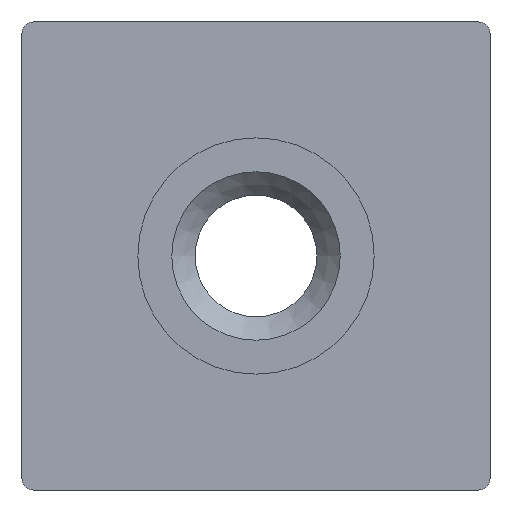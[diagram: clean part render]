
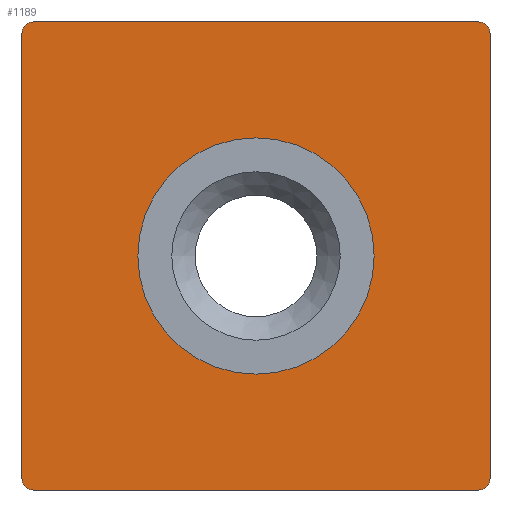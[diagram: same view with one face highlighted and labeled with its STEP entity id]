
A CAD part, front view. The second image highlights one B-rep face of the part: STEP entity #1189.
In plain terms, the highlighted planar face has unit normal (0, -1, 0).
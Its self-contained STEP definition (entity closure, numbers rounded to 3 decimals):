
#19=FACE_BOUND('',#193,.T.);
#69=PLANE('',#1282);
#129=FACE_OUTER_BOUND('',#192,.T.);
#192=EDGE_LOOP('',(#1112,#1113,#1114,#1115,#1116,#1117,#1118,#1119));
#193=EDGE_LOOP('',(#1120));
#216=LINE('',#1652,#364);
#334=LINE('',#1907,#482);
#337=LINE('',#1915,#485);
#340=LINE('',#1923,#488);
#364=VECTOR('',#1341,10.);
#482=VECTOR('',#1561,10.);
#485=VECTOR('',#1570,10.);
#488=VECTOR('',#1579,10.);
#504=CIRCLE('',#1270,5.05);
#505=CIRCLE('',#1273,0.5);
#506=CIRCLE('',#1276,0.5);
#507=CIRCLE('',#1279,0.5);
#508=CIRCLE('',#1281,0.5);
#528=VERTEX_POINT('',#1649);
#529=VERTEX_POINT('',#1651);
#613=VERTEX_POINT('',#1900);
#614=VERTEX_POINT('',#1904);
#615=VERTEX_POINT('',#1906);
#616=VERTEX_POINT('',#1910);
#617=VERTEX_POINT('',#1914);
#618=VERTEX_POINT('',#1918);
#619=VERTEX_POINT('',#1922);
#648=EDGE_CURVE('',#529,#528,#216,.T.);
#773=EDGE_CURVE('',#613,#613,#504,.T.);
#775=EDGE_CURVE('',#615,#614,#334,.T.);
#777=EDGE_CURVE('',#616,#615,#505,.T.);
#779=EDGE_CURVE('',#617,#616,#337,.T.);
#781=EDGE_CURVE('',#618,#617,#506,.T.);
#783=EDGE_CURVE('',#619,#618,#340,.T.);
#785=EDGE_CURVE('',#528,#619,#507,.T.);
#786=EDGE_CURVE('',#614,#529,#508,.T.);
#1112=ORIENTED_EDGE('',*,*,#786,.T.);
#1113=ORIENTED_EDGE('',*,*,#648,.T.);
#1114=ORIENTED_EDGE('',*,*,#785,.T.);
#1115=ORIENTED_EDGE('',*,*,#783,.T.);
#1116=ORIENTED_EDGE('',*,*,#781,.T.);
#1117=ORIENTED_EDGE('',*,*,#779,.T.);
#1118=ORIENTED_EDGE('',*,*,#777,.T.);
#1119=ORIENTED_EDGE('',*,*,#775,.T.);
#1120=ORIENTED_EDGE('',*,*,#773,.T.);
#1189=ADVANCED_FACE('',(#129,#19),#69,.F.);
#1270=AXIS2_PLACEMENT_3D('',#1902,#1556,#1557);
#1273=AXIS2_PLACEMENT_3D('',#1911,#1565,#1566);
#1276=AXIS2_PLACEMENT_3D('',#1919,#1574,#1575);
#1279=AXIS2_PLACEMENT_3D('',#1926,#1583,#1584);
#1281=AXIS2_PLACEMENT_3D('',#1928,#1587,#1588);
#1282=AXIS2_PLACEMENT_3D('',#1929,#1589,#1590);
#1341=DIRECTION('',(1.,0.,0.));
#1556=DIRECTION('center_axis',(0.,1.,0.));
#1557=DIRECTION('ref_axis',(-1.,0.,0.));
#1561=DIRECTION('',(0.,0.,-1.));
#1565=DIRECTION('center_axis',(0.,-1.,0.));
#1566=DIRECTION('ref_axis',(-1.,0.,0.));
#1570=DIRECTION('',(-1.,0.,0.));
#1574=DIRECTION('center_axis',(0.,-1.,0.));
#1575=DIRECTION('ref_axis',(0.,0.,1.));
#1579=DIRECTION('',(0.,0.,1.));
#1583=DIRECTION('center_axis',(0.,-1.,0.));
#1584=DIRECTION('ref_axis',(1.,0.,0.));
#1587=DIRECTION('center_axis',(0.,-1.,0.));
#1588=DIRECTION('ref_axis',(0.,0.,-1.));
#1589=DIRECTION('center_axis',(0.,1.,0.));
#1590=DIRECTION('ref_axis',(1.,0.,0.));
#1649=CARTESIAN_POINT('',(9.5,-23.5,-10.));
#1651=CARTESIAN_POINT('',(-9.5,-23.5,-10.));
#1652=CARTESIAN_POINT('',(10.,-23.5,-10.));
#1900=CARTESIAN_POINT('',(5.05,-23.5,0.));
#1902=CARTESIAN_POINT('Origin',(0.,-23.5,0.));
#1904=CARTESIAN_POINT('',(-10.,-23.5,-9.5));
#1906=CARTESIAN_POINT('',(-10.,-23.5,9.5));
#1907=CARTESIAN_POINT('',(-10.,-23.5,-10.));
#1910=CARTESIAN_POINT('',(-9.5,-23.5,10.));
#1911=CARTESIAN_POINT('Origin',(-9.5,-23.5,9.5));
#1914=CARTESIAN_POINT('',(9.5,-23.5,10.));
#1915=CARTESIAN_POINT('',(-10.,-23.5,10.));
#1918=CARTESIAN_POINT('',(10.,-23.5,9.5));
#1919=CARTESIAN_POINT('Origin',(9.5,-23.5,9.5));
#1922=CARTESIAN_POINT('',(10.,-23.5,-9.5));
#1923=CARTESIAN_POINT('',(10.,-23.5,10.));
#1926=CARTESIAN_POINT('Origin',(9.5,-23.5,-9.5));
#1928=CARTESIAN_POINT('Origin',(-9.5,-23.5,-9.5));
#1929=CARTESIAN_POINT('Origin',(0.,-23.5,0.));
